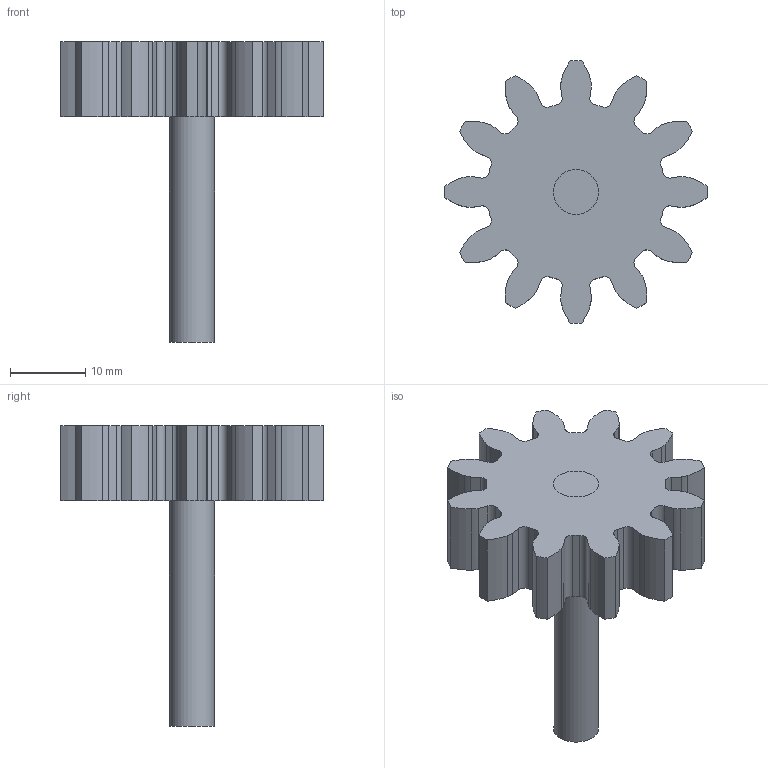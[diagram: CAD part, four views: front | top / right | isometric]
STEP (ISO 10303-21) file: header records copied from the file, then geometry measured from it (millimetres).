
FILE_DESCRIPTION(('FreeCAD Model'),'2;1');
FILE_NAME('engrane1.step', '2015-06-30T20:37:46',('FreeCAD'),('FreeCAD'), 'Open CASCADE STEP processor 6.7','FreeCAD','Unknown');
FILE_SCHEMA(('AUTOMOTIVE_DESIGN_CC2 { 1 2 10303 214 -1 1 5 4 }'));
Length unit declared in the file: millimetre
Products named in the file (1): Fusion
Bounding box: 35 x 35 x 40 mm (x, y, z)
Volume: 7647.6 mm3; surface area: 3802.9 mm2
Topology: 1 solids, 1 shells, 125 faces, 364 edges, 243 vertices
Faces by surface type: cylinder 49, extrusion 48, plane 28
Full cylindrical faces by diameter (mm): 6 x1
Entity records: 9198 total; most frequent: CARTESIAN_POINT 2685, DIRECTION 959, ORIENTED_EDGE 728, PCURVE 728, DEFINITIONAL_REPRESENTATION 728, VECTOR 557, LINE 509, B_SPLINE_CURVE_WITH_KNOTS 432
